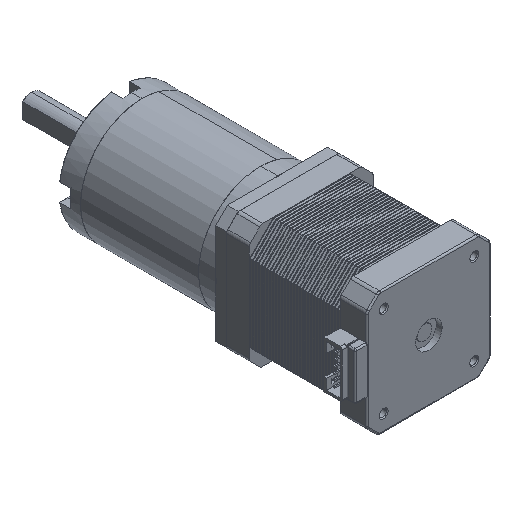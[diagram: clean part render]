
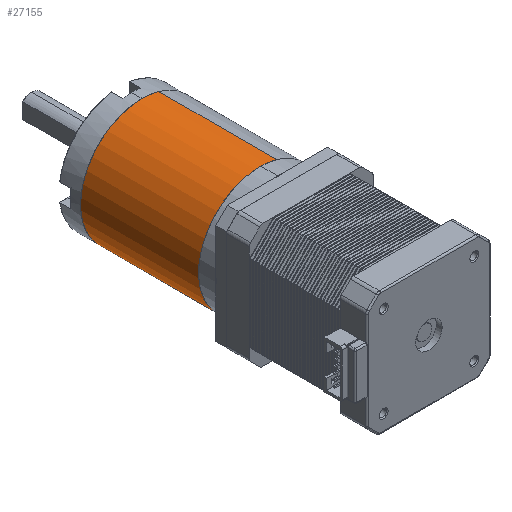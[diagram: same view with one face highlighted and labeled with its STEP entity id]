
A CAD part, isometric view. The second image highlights one B-rep face of the part: STEP entity #27155.
In plain terms, the highlighted cylindrical face has radius 21 mm (diameter 42 mm), a partial arc.
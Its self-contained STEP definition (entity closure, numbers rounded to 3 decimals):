
#206 = ORIENTED_EDGE ( 'NONE', *, *, #31651, .F. ) ;
#975 = AXIS2_PLACEMENT_3D ( 'NONE', #36399, #10059, #22924 ) ;
#1999 = CARTESIAN_POINT ( 'NONE',  ( 0., 0., 0. ) ) ;
#8685 = ORIENTED_EDGE ( 'NONE', *, *, #17703, .T. ) ;
#8696 = CIRCLE ( 'NONE', #36770, 21. ) ;
#9862 = DIRECTION ( 'NONE',  ( 0., -1., 0. ) ) ;
#10059 = DIRECTION ( 'NONE',  ( 0., 1., 0. ) ) ;
#11238 = CIRCLE ( 'NONE', #975, 21. ) ;
#11450 = CARTESIAN_POINT ( 'NONE',  ( 0., 40.3, 0. ) ) ;
#12155 = VECTOR ( 'NONE', #22325, 1000. ) ;
#13072 = LINE ( 'NONE', #26153, #19503 ) ;
#14833 = CARTESIAN_POINT ( 'NONE',  ( 0., 40.3, 21. ) ) ;
#15167 = VERTEX_POINT ( 'NONE', #41370 ) ;
#15234 = CARTESIAN_POINT ( 'NONE',  ( 0., 0., 21. ) ) ;
#15622 = AXIS2_PLACEMENT_3D ( 'NONE', #11450, #37172, #30327 ) ;
#16305 = LINE ( 'NONE', #41815, #12155 ) ;
#17703 = EDGE_CURVE ( 'NONE', #15167, #21876, #8696, .T. ) ;
#19503 = VECTOR ( 'NONE', #9862, 1000. ) ;
#21876 = VERTEX_POINT ( 'NONE', #15234 ) ;
#22325 = DIRECTION ( 'NONE',  ( 0., -1., 0. ) ) ;
#22924 = DIRECTION ( 'NONE',  ( 0., 0., 1. ) ) ;
#23490 = VERTEX_POINT ( 'NONE', #39071 ) ;
#26153 = CARTESIAN_POINT ( 'NONE',  ( 0., 40.3, 21. ) ) ;
#26719 = EDGE_CURVE ( 'NONE', #23490, #15167, #16305, .T. ) ;
#26886 = FACE_OUTER_BOUND ( 'NONE', #37257, .T. ) ;
#27134 = DIRECTION ( 'NONE',  ( 0., 1., 0. ) ) ;
#27155 = ADVANCED_FACE ( 'NONE', ( #26886 ), #31192, .T. ) ;
#30327 = DIRECTION ( 'NONE',  ( 0., 0., -1. ) ) ;
#31192 = CYLINDRICAL_SURFACE ( 'NONE', #15622, 21. ) ;
#31651 = EDGE_CURVE ( 'NONE', #23490, #32699, #11238, .T. ) ;
#32699 = VERTEX_POINT ( 'NONE', #14833 ) ;
#33324 = ORIENTED_EDGE ( 'NONE', *, *, #39123, .F. ) ;
#36399 = CARTESIAN_POINT ( 'NONE',  ( 0., 40.3, 0. ) ) ;
#36770 = AXIS2_PLACEMENT_3D ( 'NONE', #1999, #27134, #37779 ) ;
#37172 = DIRECTION ( 'NONE',  ( 0., -1., 0. ) ) ;
#37257 = EDGE_LOOP ( 'NONE', ( #33324, #206, #38707, #8685 ) ) ;
#37779 = DIRECTION ( 'NONE',  ( 0., 0., 1. ) ) ;
#38707 = ORIENTED_EDGE ( 'NONE', *, *, #26719, .T. ) ;
#39071 = CARTESIAN_POINT ( 'NONE',  ( 0., 40.3, -21. ) ) ;
#39123 = EDGE_CURVE ( 'NONE', #32699, #21876, #13072, .T. ) ;
#41370 = CARTESIAN_POINT ( 'NONE',  ( 0., 0., -21. ) ) ;
#41815 = CARTESIAN_POINT ( 'NONE',  ( 0., 40.3, -21. ) ) ;
